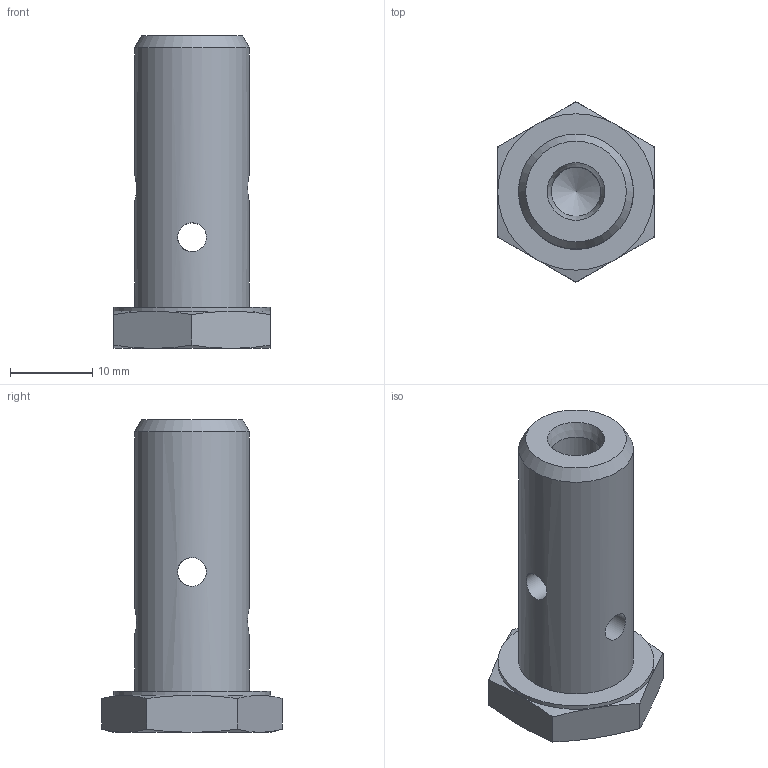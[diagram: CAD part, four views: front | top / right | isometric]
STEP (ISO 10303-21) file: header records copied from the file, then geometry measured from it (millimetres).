
FILE_DESCRIPTION((''),'2;1');
FILE_NAME('70900614.stp','2014-10-27T14:22:29',(''),('KNOMI spol. s r. o.'),'Autodesk Inventor 2012','Autodesk Inventor 2012','');
FILE_SCHEMA(('AUTOMOTIVE_DESIGN { 1 2 10303 214 0 1 1 1 }'));
Length unit declared in the file: millimetre
Products named in the file (1): Průtok.šr. D14/M14x1.5 oko 22mm
Bounding box: 19 x 21.94 x 38 mm (x, y, z)
Volume: 5620.2 mm3; surface area: 2963.1 mm2
Topology: 1 solids, 1 shells, 37 faces, 96 edges, 60 vertices
Faces by surface type: cone 21, plane 9, cylinder 7
Full cylindrical faces by diameter (mm): 3.5 x4, 6 x1, 13.96 x1, 19 x1
Entity records: 1232 total; most frequent: CARTESIAN_POINT 500, ORIENTED_EDGE 150, DIRECTION 132, EDGE_CURVE 75, AXIS2_PLACEMENT_3D 63, EDGE_LOOP 56, VERTEX_POINT 51, FACE_OUTER_BOUND 37
